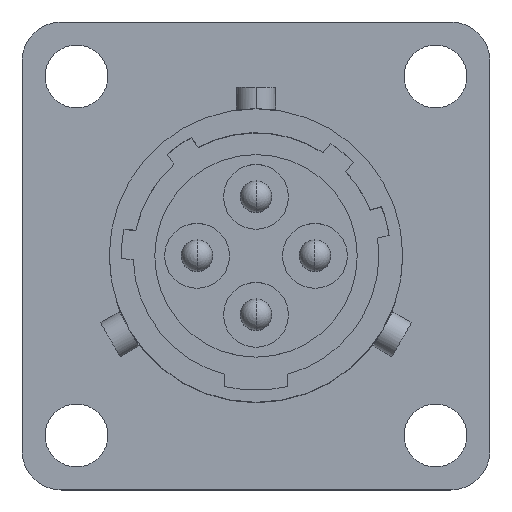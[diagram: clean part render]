
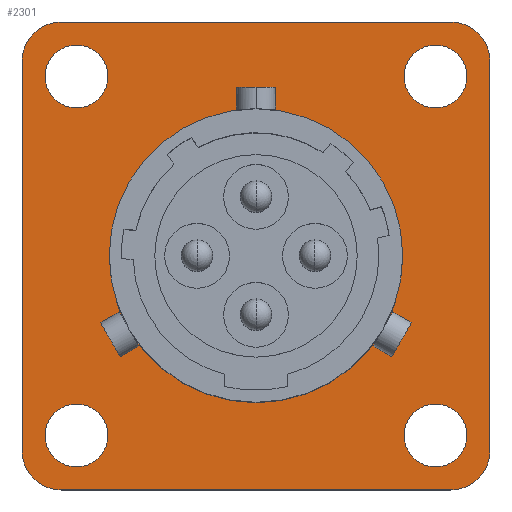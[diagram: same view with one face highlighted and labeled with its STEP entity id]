
A CAD part, top view. The second image highlights one B-rep face of the part: STEP entity #2301.
In plain terms, the highlighted planar face has unit normal (0, 0, 1).
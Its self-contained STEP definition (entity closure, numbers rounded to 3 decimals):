
#584=DIRECTION('',(0.,1.,0.));
#585=VECTOR('',#584,19.8);
#586=CARTESIAN_POINT('',(-11.9,-9.9,-11.35));
#587=LINE('',#586,#585);
#588=CARTESIAN_POINT('',(-9.9,9.9,-11.35));
#589=DIRECTION('',(0.,0.,-1.));
#590=DIRECTION('',(-1.,0.,0.));
#591=AXIS2_PLACEMENT_3D('',#588,#589,#590);
#593=DIRECTION('',(1.,0.,0.));
#594=VECTOR('',#593,19.8);
#595=CARTESIAN_POINT('',(-9.9,11.9,-11.35));
#596=LINE('',#595,#594);
#597=CARTESIAN_POINT('',(9.9,9.9,-11.35));
#598=DIRECTION('',(0.,0.,-1.));
#599=DIRECTION('',(0.,1.,0.));
#600=AXIS2_PLACEMENT_3D('',#597,#598,#599);
#602=DIRECTION('',(0.,-1.,0.));
#603=VECTOR('',#602,19.8);
#604=CARTESIAN_POINT('',(11.9,9.9,-11.35));
#605=LINE('',#604,#603);
#606=CARTESIAN_POINT('',(9.9,-9.9,-11.35));
#607=DIRECTION('',(0.,0.,-1.));
#608=DIRECTION('',(1.,0.,0.));
#609=AXIS2_PLACEMENT_3D('',#606,#607,#608);
#611=DIRECTION('',(-1.,0.,0.));
#612=VECTOR('',#611,19.8);
#613=CARTESIAN_POINT('',(9.9,-11.9,-11.35));
#614=LINE('',#613,#612);
#615=CARTESIAN_POINT('',(-9.9,-9.9,-11.35));
#616=DIRECTION('',(0.,0.,-1.));
#617=DIRECTION('',(0.,-1.,0.));
#618=AXIS2_PLACEMENT_3D('',#615,#616,#617);
#620=CARTESIAN_POINT('',(0.,0.,-11.35));
#621=DIRECTION('',(0.,0.,-1.));
#622=DIRECTION('',(1.,0.,0.));
#623=AXIS2_PLACEMENT_3D('',#620,#621,#622);
#625=CARTESIAN_POINT('',(0.,0.,-11.35));
#626=DIRECTION('',(0.,0.,-1.));
#627=DIRECTION('',(-1.,0.,0.));
#628=AXIS2_PLACEMENT_3D('',#625,#626,#627);
#630=CARTESIAN_POINT('',(9.13,-9.13,-11.35));
#631=DIRECTION('',(0.,0.,-1.));
#632=DIRECTION('',(1.,0.,0.));
#633=AXIS2_PLACEMENT_3D('',#630,#631,#632);
#635=CARTESIAN_POINT('',(9.13,-9.13,-11.35));
#636=DIRECTION('',(0.,0.,-1.));
#637=DIRECTION('',(-1.,0.,0.));
#638=AXIS2_PLACEMENT_3D('',#635,#636,#637);
#640=CARTESIAN_POINT('',(9.13,9.13,-11.35));
#641=DIRECTION('',(0.,0.,-1.));
#642=DIRECTION('',(1.,0.,0.));
#643=AXIS2_PLACEMENT_3D('',#640,#641,#642);
#645=CARTESIAN_POINT('',(9.13,9.13,-11.35));
#646=DIRECTION('',(0.,0.,-1.));
#647=DIRECTION('',(-1.,0.,0.));
#648=AXIS2_PLACEMENT_3D('',#645,#646,#647);
#650=CARTESIAN_POINT('',(-9.13,9.13,-11.35));
#651=DIRECTION('',(0.,0.,-1.));
#652=DIRECTION('',(1.,0.,0.));
#653=AXIS2_PLACEMENT_3D('',#650,#651,#652);
#655=CARTESIAN_POINT('',(-9.13,9.13,-11.35));
#656=DIRECTION('',(0.,0.,-1.));
#657=DIRECTION('',(-1.,0.,0.));
#658=AXIS2_PLACEMENT_3D('',#655,#656,#657);
#660=CARTESIAN_POINT('',(-9.13,-9.13,-11.35));
#661=DIRECTION('',(0.,0.,-1.));
#662=DIRECTION('',(1.,0.,0.));
#663=AXIS2_PLACEMENT_3D('',#660,#661,#662);
#665=CARTESIAN_POINT('',(-9.13,-9.13,-11.35));
#666=DIRECTION('',(0.,0.,-1.));
#667=DIRECTION('',(-1.,0.,0.));
#668=AXIS2_PLACEMENT_3D('',#665,#666,#667);
#1463=CARTESIAN_POINT('',(-11.9,-9.9,-11.35));
#1464=CARTESIAN_POINT('',(-11.9,9.9,-11.35));
#1465=VERTEX_POINT('',#1463);
#1466=VERTEX_POINT('',#1464);
#1467=CARTESIAN_POINT('',(-9.9,11.9,-11.35));
#1468=CARTESIAN_POINT('',(9.9,11.9,-11.35));
#1469=VERTEX_POINT('',#1467);
#1470=VERTEX_POINT('',#1468);
#1471=CARTESIAN_POINT('',(11.9,9.9,-11.35));
#1472=CARTESIAN_POINT('',(11.9,-9.9,-11.35));
#1473=VERTEX_POINT('',#1471);
#1474=VERTEX_POINT('',#1472);
#1475=CARTESIAN_POINT('',(9.9,-11.9,-11.35));
#1476=CARTESIAN_POINT('',(-9.9,-11.9,-11.35));
#1477=VERTEX_POINT('',#1475);
#1478=VERTEX_POINT('',#1476);
#1495=CARTESIAN_POINT('',(7.465,0.,-11.35));
#1496=CARTESIAN_POINT('',(-7.465,0.,-11.35));
#1497=VERTEX_POINT('',#1495);
#1498=VERTEX_POINT('',#1496);
#1507=CARTESIAN_POINT('',(10.73,-9.13,-11.35));
#1508=CARTESIAN_POINT('',(7.53,-9.13,-11.35));
#1509=VERTEX_POINT('',#1507);
#1510=VERTEX_POINT('',#1508);
#1511=CARTESIAN_POINT('',(10.73,9.13,-11.35));
#1512=CARTESIAN_POINT('',(7.53,9.13,-11.35));
#1513=VERTEX_POINT('',#1511);
#1514=VERTEX_POINT('',#1512);
#1515=CARTESIAN_POINT('',(-7.53,9.13,-11.35));
#1516=CARTESIAN_POINT('',(-10.73,9.13,-11.35));
#1517=VERTEX_POINT('',#1515);
#1518=VERTEX_POINT('',#1516);
#1519=CARTESIAN_POINT('',(-7.53,-9.13,-11.35));
#1520=CARTESIAN_POINT('',(-10.73,-9.13,-11.35));
#1521=VERTEX_POINT('',#1519);
#1522=VERTEX_POINT('',#1520);
#2250=CARTESIAN_POINT('',(0.,0.,-11.35));
#2251=DIRECTION('',(0.,0.,-1.));
#2252=DIRECTION('',(1.,0.,0.));
#2253=AXIS2_PLACEMENT_3D('',#2250,#2251,#2252);
#2254=PLANE('',#2253);
#2256=ORIENTED_EDGE('',*,*,#2255,.T.);
#2258=ORIENTED_EDGE('',*,*,#2257,.T.);
#2260=ORIENTED_EDGE('',*,*,#2259,.T.);
#2262=ORIENTED_EDGE('',*,*,#2261,.T.);
#2264=ORIENTED_EDGE('',*,*,#2263,.T.);
#2266=ORIENTED_EDGE('',*,*,#2265,.T.);
#2268=ORIENTED_EDGE('',*,*,#2267,.T.);
#2270=ORIENTED_EDGE('',*,*,#2269,.T.);
#2271=EDGE_LOOP('',(#2256,#2258,#2260,#2262,#2264,#2266,#2268,#2270));
#2272=FACE_OUTER_BOUND('',#2271,.F.);
#2273=ORIENTED_EDGE('',*,*,#1901,.F.);
#2274=ORIENTED_EDGE('',*,*,#2042,.F.);
#2275=EDGE_LOOP('',(#2273,#2274));
#2276=FACE_BOUND('',#2275,.F.);
#2278=ORIENTED_EDGE('',*,*,#2277,.F.);
#2280=ORIENTED_EDGE('',*,*,#2279,.F.);
#2281=EDGE_LOOP('',(#2278,#2280));
#2282=FACE_BOUND('',#2281,.F.);
#2284=ORIENTED_EDGE('',*,*,#2283,.F.);
#2286=ORIENTED_EDGE('',*,*,#2285,.F.);
#2287=EDGE_LOOP('',(#2284,#2286));
#2288=FACE_BOUND('',#2287,.F.);
#2290=ORIENTED_EDGE('',*,*,#2289,.F.);
#2292=ORIENTED_EDGE('',*,*,#2291,.F.);
#2293=EDGE_LOOP('',(#2290,#2292));
#2294=FACE_BOUND('',#2293,.F.);
#2296=ORIENTED_EDGE('',*,*,#2295,.F.);
#2298=ORIENTED_EDGE('',*,*,#2297,.F.);
#2299=EDGE_LOOP('',(#2296,#2298));
#2300=FACE_BOUND('',#2299,.F.);
#2301=ADVANCED_FACE('',(#2272,#2276,#2282,#2288,#2294,#2300),#2254,.F.);
#592=CIRCLE('',#591,2.);
#601=CIRCLE('',#600,2.);
#610=CIRCLE('',#609,2.);
#619=CIRCLE('',#618,2.);
#624=CIRCLE('',#623,7.465);
#629=CIRCLE('',#628,7.465);
#634=CIRCLE('',#633,1.6);
#639=CIRCLE('',#638,1.6);
#644=CIRCLE('',#643,1.6);
#649=CIRCLE('',#648,1.6);
#654=CIRCLE('',#653,1.6);
#659=CIRCLE('',#658,1.6);
#664=CIRCLE('',#663,1.6);
#669=CIRCLE('',#668,1.6);
#1901=EDGE_CURVE('',#1497,#1498,#624,.T.);
#2042=EDGE_CURVE('',#1498,#1497,#629,.T.);
#2255=EDGE_CURVE('',#1465,#1466,#587,.T.);
#2257=EDGE_CURVE('',#1466,#1469,#592,.T.);
#2259=EDGE_CURVE('',#1469,#1470,#596,.T.);
#2261=EDGE_CURVE('',#1470,#1473,#601,.T.);
#2263=EDGE_CURVE('',#1473,#1474,#605,.T.);
#2265=EDGE_CURVE('',#1474,#1477,#610,.T.);
#2267=EDGE_CURVE('',#1477,#1478,#614,.T.);
#2269=EDGE_CURVE('',#1478,#1465,#619,.T.);
#2277=EDGE_CURVE('',#1509,#1510,#634,.T.);
#2279=EDGE_CURVE('',#1510,#1509,#639,.T.);
#2283=EDGE_CURVE('',#1513,#1514,#644,.T.);
#2285=EDGE_CURVE('',#1514,#1513,#649,.T.);
#2289=EDGE_CURVE('',#1517,#1518,#654,.T.);
#2291=EDGE_CURVE('',#1518,#1517,#659,.T.);
#2295=EDGE_CURVE('',#1521,#1522,#664,.T.);
#2297=EDGE_CURVE('',#1522,#1521,#669,.T.);
